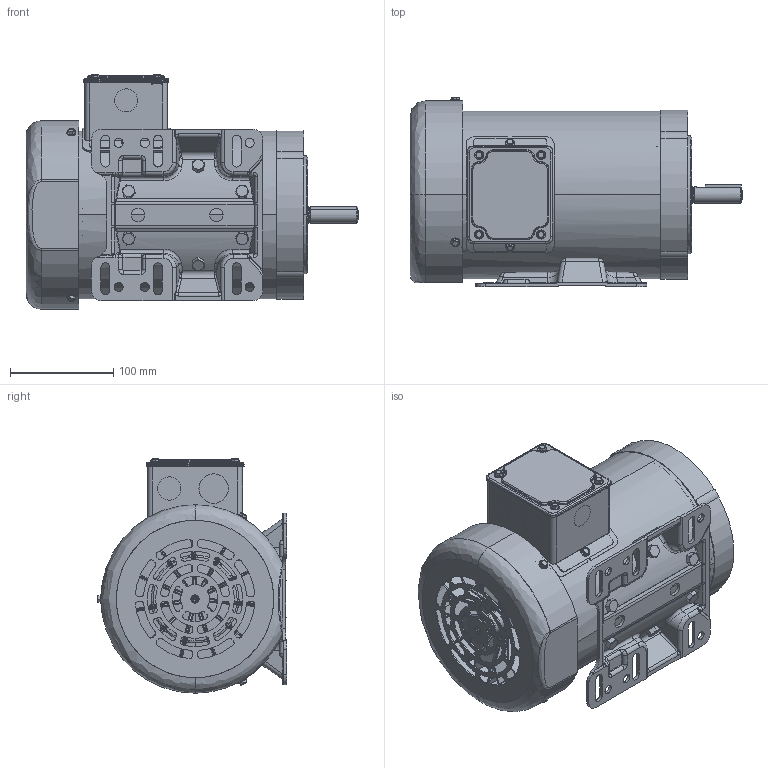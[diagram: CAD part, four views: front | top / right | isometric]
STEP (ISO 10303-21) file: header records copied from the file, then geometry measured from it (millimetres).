
FILE_DESCRIPTION (( 'STEP AP203' ), '1' );
FILE_NAME ('MTRP-003-3BD36.STEP', '2022-12-15T18:03:52', ( '' ), ( '' ), 'SwSTEP 2.0', 'SolidWorks 2021', '' );
FILE_SCHEMA (( 'CONFIG_CONTROL_DESIGN' ));
Products named in the file (1): MTRP-003-3BD36
Bounding box: 321.6 x 183.73 x 227.03 mm (x, y, z)
Volume: 768518.8 mm3; surface area: 645196.8 mm2
Topology: 43 solids, 43 shells, 3590 faces, 9095 edges, 5390 vertices
Faces by surface type: bspline 1302, cylinder 1153, plane 843, cone 292
Entity records: 155107 total; most frequent: CARTESIAN_POINT 78771, ORIENTED_EDGE 17650, DIRECTION 13703, EDGE_CURVE 8825, AXIS2_PLACEMENT_3D 5421, VERTEX_POINT 5390, EDGE_LOOP 3869, FACE_OUTER_BOUND 3590
